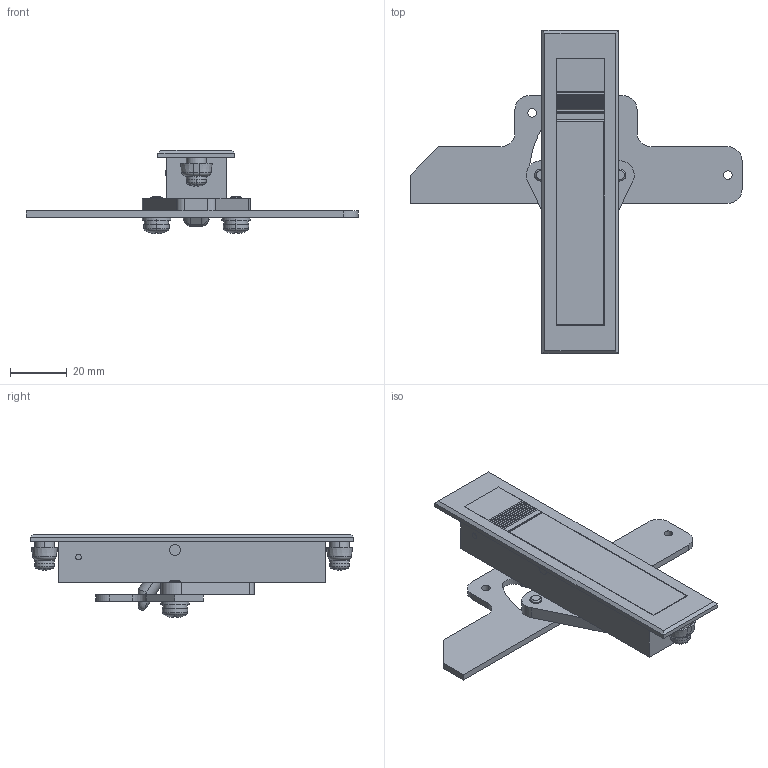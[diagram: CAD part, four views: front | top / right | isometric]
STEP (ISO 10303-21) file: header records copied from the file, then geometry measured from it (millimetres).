
FILE_DESCRIPTION (( 'STEP AP203' ), '1' );
FILE_NAME ('A-150-2-2.STEP', '2021-05-10T01:27:47', ( '' ), ( '' ), 'SwSTEP 2.0', 'SolidWorks 2018', '' );
FILE_SCHEMA (( 'CONFIG_CONTROL_DESIGN' ));
Length unit declared in the file: millimetre
Products named in the file (13): A-150-2-2_body_; A-150-2-2_base_; A-150-2-2_cross-recessed head machine screw_ver1.05__M4x5十字穴付なべ小ねじ(鉄)SWシングルセムス(P2); A-150-2-2_handle(A)_; A-150-2-2_pin(A)_; A-150-2-2_collar_; A-150-2-2_pin(B)_; A-150-2-2_cross-recessed flat head screw_ver1.03__M4x7十字穴付皿小ねじ(鉄); A-150-2-2_stopper plate_; A-150-2-2_handle(B)_; A-150-2-2; A-150-2-2_cross-recessed head machine screw_ver1.05__M5x10十字穴付なべ小ねじ(鉄)SWシングルセムス(P2); A-150-2-2_cup washer_
Assembly tree (17 placements, depth 2):
  A-150-2-2
    A-150-2-2_body_
    A-150-2-2_handle(A)_
    A-150-2-2_pin(A)_
    A-150-2-2_handle(B)_
    A-150-2-2_pin(B)_
    A-150-2-2_stopper plate_
    A-150-2-2_collar_  x2
    A-150-2-2_cross-recessed head machine screw_ver1.05__M5x10十字穴付なべ小ねじ(鉄)SWシングルセムス(P2)  x2
    A-150-2-2_cup washer_  x2
    A-150-2-2_cross-recessed head machine screw_ver1.05__M4x5十字穴付なべ小ねじ(鉄)SWシングルセムス(P2)  x2
    A-150-2-2_base_
    A-150-2-2_cross-recessed flat head screw_ver1.03__M4x7十字穴付皿小ねじ(鉄)  x2
Bounding box: 117 x 114 x 29.36 mm (x, y, z)
Volume: 33503 mm3; surface area: 30531.9 mm2
Topology: 17 solids, 17 shells, 564 faces, 1445 edges, 931 vertices
Faces by surface type: plane 296, cylinder 182, cone 48, torus 20, bspline 10, sphere 8
Entity records: 14716 total; most frequent: CARTESIAN_POINT 3031, DIRECTION 2146, ORIENTED_EDGE 2108, EDGE_CURVE 1054, AXIS2_PLACEMENT_3D 747, VERTEX_POINT 683, LINE 652, VECTOR 652
